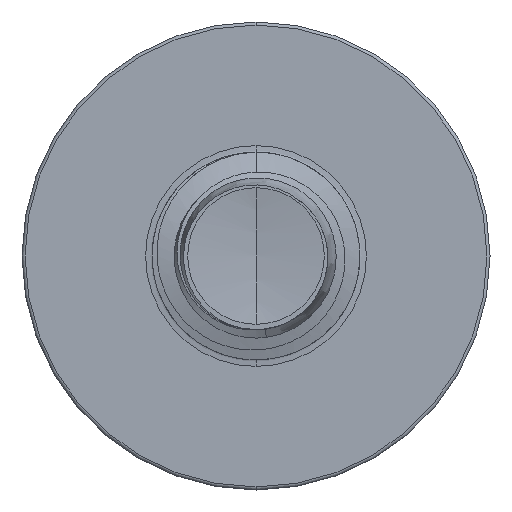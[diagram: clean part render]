
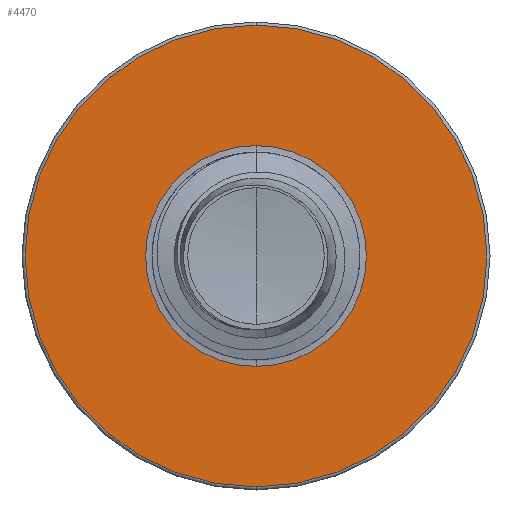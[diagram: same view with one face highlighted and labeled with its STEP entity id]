
A CAD part, front view. The second image highlights one B-rep face of the part: STEP entity #4470.
In plain terms, the highlighted planar face has unit normal (0, -1, 0).
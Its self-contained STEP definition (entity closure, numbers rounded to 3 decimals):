
#264 = CARTESIAN_POINT ( 'NONE',  ( 0., 8., 0. ) ) ;
#512 = CARTESIAN_POINT ( 'NONE',  ( 0., 8., -6.66 ) ) ;
#604 = EDGE_CURVE ( 'NONE', #6968, #14948, #7487, .T. ) ;
#838 = CARTESIAN_POINT ( 'NONE',  ( 0., 8., -3.186 ) ) ;
#1715 = AXIS2_PLACEMENT_3D ( 'NONE', #264, #11009, #2319 ) ;
#2319 = DIRECTION ( 'NONE',  ( 0., 0., 1. ) ) ;
#2420 = ORIENTED_EDGE ( 'NONE', *, *, #2924, .F. ) ;
#2924 = EDGE_CURVE ( 'NONE', #14439, #11394, #10442, .T. ) ;
#3162 = CARTESIAN_POINT ( 'NONE',  ( 0., 8., 3.186 ) ) ;
#4178 = AXIS2_PLACEMENT_3D ( 'NONE', #6250, #6221, #6105 ) ;
#4470 = ADVANCED_FACE ( 'NONE', ( #13805, #14771 ), #11200, .F. ) ;
#4942 = CARTESIAN_POINT ( 'NONE',  ( 0., 8., 0. ) ) ;
#5584 = EDGE_CURVE ( 'NONE', #11394, #14439, #7881, .T. ) ;
#6105 = DIRECTION ( 'NONE',  ( 0., 0., 1. ) ) ;
#6221 = DIRECTION ( 'NONE',  ( 0., 1., 0. ) ) ;
#6250 = CARTESIAN_POINT ( 'NONE',  ( 0., 8., 0. ) ) ;
#6819 = DIRECTION ( 'NONE',  ( 0., 0., 1. ) ) ;
#6821 = DIRECTION ( 'NONE',  ( 0., 1., 0. ) ) ;
#6968 = VERTEX_POINT ( 'NONE', #838 ) ;
#7101 = DIRECTION ( 'NONE',  ( 0., 1., 0. ) ) ;
#7374 = ORIENTED_EDGE ( 'NONE', *, *, #14010, .T. ) ;
#7487 = CIRCLE ( 'NONE', #4178, 3.186 ) ;
#7881 = CIRCLE ( 'NONE', #16274, 6.66 ) ;
#8078 = CARTESIAN_POINT ( 'NONE',  ( 0., 8., 6.66 ) ) ;
#8713 = CARTESIAN_POINT ( 'NONE',  ( 0., 8., -3.186 ) ) ;
#10017 = EDGE_LOOP ( 'NONE', ( #7374, #14993 ) ) ;
#10226 = ORIENTED_EDGE ( 'NONE', *, *, #5584, .F. ) ;
#10238 = AXIS2_PLACEMENT_3D ( 'NONE', #8713, #7101, #12321 ) ;
#10304 = DIRECTION ( 'NONE',  ( 0., 0., 1. ) ) ;
#10428 = DIRECTION ( 'NONE',  ( 0., 1., 0. ) ) ;
#10441 = CARTESIAN_POINT ( 'NONE',  ( 0., 8., 0. ) ) ;
#10442 = CIRCLE ( 'NONE', #10475, 6.66 ) ;
#10475 = AXIS2_PLACEMENT_3D ( 'NONE', #10441, #10428, #10304 ) ;
#11009 = DIRECTION ( 'NONE',  ( 0., 1., 0. ) ) ;
#11200 = PLANE ( 'NONE',  #10238 ) ;
#11394 = VERTEX_POINT ( 'NONE', #512 ) ;
#12186 = EDGE_LOOP ( 'NONE', ( #2420, #10226 ) ) ;
#12321 = DIRECTION ( 'NONE',  ( 0., 0., 1. ) ) ;
#13805 = FACE_OUTER_BOUND ( 'NONE', #12186, .T. ) ;
#14010 = EDGE_CURVE ( 'NONE', #14948, #6968, #14310, .T. ) ;
#14310 = CIRCLE ( 'NONE', #1715, 3.186 ) ;
#14439 = VERTEX_POINT ( 'NONE', #8078 ) ;
#14771 = FACE_BOUND ( 'NONE', #10017, .T. ) ;
#14948 = VERTEX_POINT ( 'NONE', #3162 ) ;
#14993 = ORIENTED_EDGE ( 'NONE', *, *, #604, .T. ) ;
#16274 = AXIS2_PLACEMENT_3D ( 'NONE', #4942, #6821, #6819 ) ;
